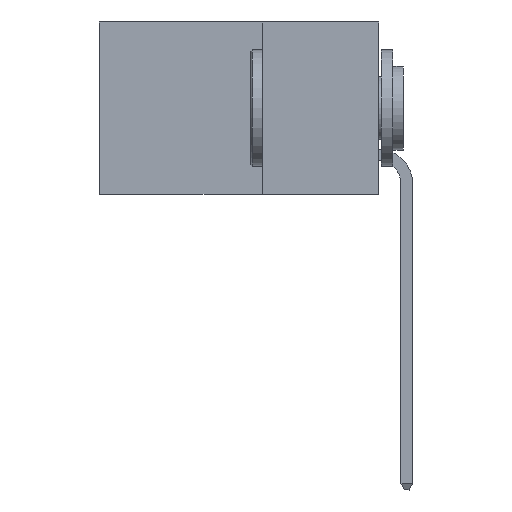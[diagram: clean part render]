
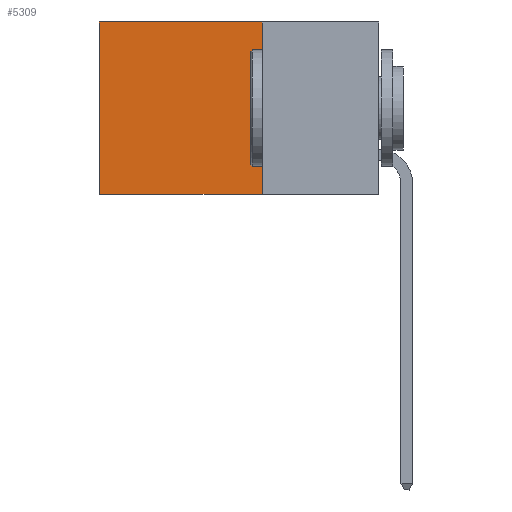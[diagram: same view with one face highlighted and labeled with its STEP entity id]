
A CAD part, left-side view. The second image highlights one B-rep face of the part: STEP entity #5309.
In plain terms, the highlighted planar face has unit normal (-1, 0, 0).
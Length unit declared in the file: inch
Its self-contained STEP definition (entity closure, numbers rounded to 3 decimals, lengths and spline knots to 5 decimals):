
#126 = LINE ( 'NONE', #14449, #20896 ) ;
#902 = VECTOR ( 'NONE', #5945, 39.37008 ) ;
#1546 = DIRECTION ( 'NONE',  ( 1., 0., 0. ) ) ;
#3071 = AXIS2_PLACEMENT_3D ( 'NONE', #21452, #1546, #22774 ) ;
#3337 = DIRECTION ( 'NONE',  ( 0., 1., 0. ) ) ;
#4048 = CARTESIAN_POINT ( 'NONE',  ( 0.2615, 0.25, -0.37 ) ) ;
#4650 = LINE ( 'NONE', #11731, #902 ) ;
#5309 = ADVANCED_FACE ( 'NONE', ( #15641 ), #13884, .F. ) ;
#5330 = CARTESIAN_POINT ( 'NONE',  ( 0.2615, 0.25, 0. ) ) ;
#5945 = DIRECTION ( 'NONE',  ( 0., 0., -1. ) ) ;
#6688 = EDGE_CURVE ( 'NONE', #8391, #22796, #4650, .T. ) ;
#8391 = VERTEX_POINT ( 'NONE', #11952 ) ;
#8532 = VERTEX_POINT ( 'NONE', #5330 ) ;
#9206 = DIRECTION ( 'NONE',  ( 0., 0., -1. ) ) ;
#9959 = VECTOR ( 'NONE', #16601, 39.37008 ) ;
#10317 = CARTESIAN_POINT ( 'NONE',  ( 0.2615, 0.25, 0. ) ) ;
#11731 = CARTESIAN_POINT ( 'NONE',  ( 0.2615, 0.6, -0.37 ) ) ;
#11952 = CARTESIAN_POINT ( 'NONE',  ( 0.2615, 0.6, 0. ) ) ;
#12751 = VECTOR ( 'NONE', #3337, 39.37008 ) ;
#13340 = CARTESIAN_POINT ( 'NONE',  ( 0.2615, 0.6, -0.37 ) ) ;
#13353 = EDGE_CURVE ( 'NONE', #22646, #22796, #18343, .T. ) ;
#13884 = PLANE ( 'NONE',  #3071 ) ;
#14449 = CARTESIAN_POINT ( 'NONE',  ( 0.2615, 0.25, -0.37 ) ) ;
#15632 = ORIENTED_EDGE ( 'NONE', *, *, #19240, .F. ) ;
#15641 = FACE_OUTER_BOUND ( 'NONE', #17496, .T. ) ;
#16601 = DIRECTION ( 'NONE',  ( 0., 1., 0. ) ) ;
#17496 = EDGE_LOOP ( 'NONE', ( #18179, #18812, #15632, #21424 ) ) ;
#18179 = ORIENTED_EDGE ( 'NONE', *, *, #6688, .T. ) ;
#18343 = LINE ( 'NONE', #18575, #9959 ) ;
#18575 = CARTESIAN_POINT ( 'NONE',  ( 0.2615, 0.25, -0.37 ) ) ;
#18812 = ORIENTED_EDGE ( 'NONE', *, *, #13353, .F. ) ;
#19240 = EDGE_CURVE ( 'NONE', #8532, #22646, #126, .T. ) ;
#20390 = EDGE_CURVE ( 'NONE', #8532, #8391, #22812, .T. ) ;
#20896 = VECTOR ( 'NONE', #9206, 39.37008 ) ;
#21424 = ORIENTED_EDGE ( 'NONE', *, *, #20390, .T. ) ;
#21452 = CARTESIAN_POINT ( 'NONE',  ( 0.2615, 0.25, -0.37 ) ) ;
#22646 = VERTEX_POINT ( 'NONE', #4048 ) ;
#22774 = DIRECTION ( 'NONE',  ( 0., 0., -1. ) ) ;
#22796 = VERTEX_POINT ( 'NONE', #13340 ) ;
#22812 = LINE ( 'NONE', #10317, #12751 ) ;
